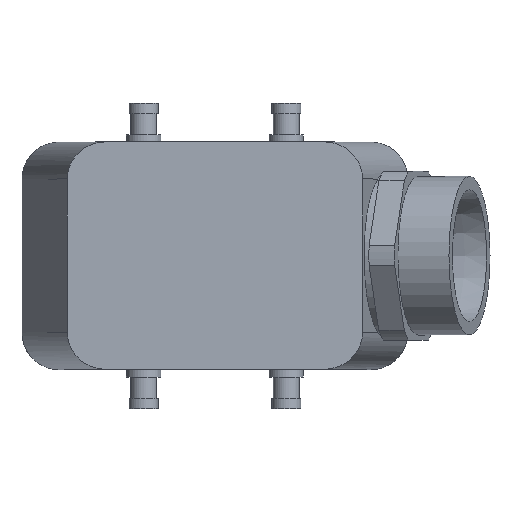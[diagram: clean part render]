
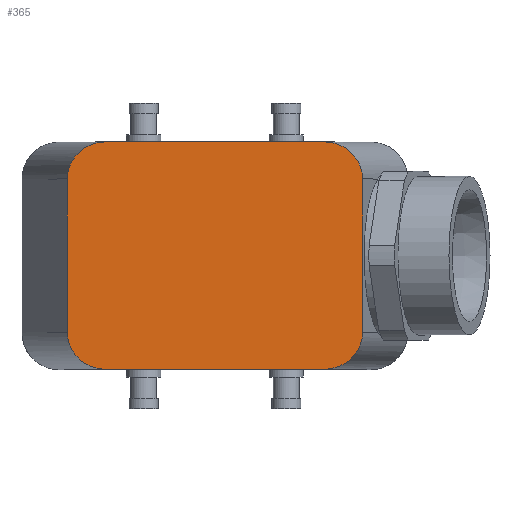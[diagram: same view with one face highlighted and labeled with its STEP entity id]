
A CAD part, top view. The second image highlights one B-rep face of the part: STEP entity #365.
In plain terms, the highlighted planar face has unit normal (0, 0, 1).
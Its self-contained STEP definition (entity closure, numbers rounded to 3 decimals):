
#365 = ADVANCED_FACE( '', ( #857 ), #858, .T. );
#857 = FACE_OUTER_BOUND( '', #1482, .T. );
#858 = PLANE( '', #1483 );
#1482 = EDGE_LOOP( '', ( #2600, #2601, #2602, #2603, #2604, #2605, #2606, #2607 ) );
#1483 = AXIS2_PLACEMENT_3D( '', #2608, #2609, #2610 );
#2600 = ORIENTED_EDGE( '', *, *, #3659, .F. );
#2601 = ORIENTED_EDGE( '', *, *, #3927, .F. );
#2602 = ORIENTED_EDGE( '', *, *, #3874, .T. );
#2603 = ORIENTED_EDGE( '', *, *, #3724, .F. );
#2604 = ORIENTED_EDGE( '', *, *, #3916, .F. );
#2605 = ORIENTED_EDGE( '', *, *, #3884, .T. );
#2606 = ORIENTED_EDGE( '', *, *, #3928, .T. );
#2607 = ORIENTED_EDGE( '', *, *, #3752, .T. );
#2608 = CARTESIAN_POINT( '', ( -27.925, 0., 52. ) );
#2609 = DIRECTION( '', ( 0., 0., 1. ) );
#2610 = DIRECTION( '', ( 1., 0., 0. ) );
#3659 = EDGE_CURVE( '', #4371, #4373, #4374, .T. );
#3724 = EDGE_CURVE( '', #4474, #4477, #4478, .T. );
#3752 = EDGE_CURVE( '', #4525, #4373, #4527, .T. );
#3874 = EDGE_CURVE( '', #4714, #4477, #4715, .T. );
#3884 = EDGE_CURVE( '', #4726, #4724, #4727, .T. );
#3916 = EDGE_CURVE( '', #4726, #4474, #4770, .T. );
#3927 = EDGE_CURVE( '', #4714, #4371, #4785, .T. );
#3928 = EDGE_CURVE( '', #4724, #4525, #4786, .T. );
#4371 = VERTEX_POINT( '', #5473 );
#4373 = VERTEX_POINT( '', #5476 );
#4374 = ELLIPSE( '', #5477, 7.247, 7. );
#4474 = VERTEX_POINT( '', #5650 );
#4477 = VERTEX_POINT( '', #5654 );
#4478 = LINE( '', #5655, #5656 );
#4525 = VERTEX_POINT( '', #5718 );
#4527 = LINE( '', #5721, #5722 );
#4714 = VERTEX_POINT( '', #5986 );
#4715 = ELLIPSE( '', #5987, 7.247, 7. );
#4724 = VERTEX_POINT( '', #6000 );
#4726 = VERTEX_POINT( '', #6003 );
#4727 = LINE( '', #6004, #6005 );
#4770 = ELLIPSE( '', #6064, 7.247, 7. );
#4785 = LINE( '', #6087, #6088 );
#4786 = ELLIPSE( '', #6089, 7.247, 7. );
#5473 = CARTESIAN_POINT( '', ( 27.925, -14.5, 52. ) );
#5476 = CARTESIAN_POINT( '', ( 20.678, -21.5, 52. ) );
#5477 = AXIS2_PLACEMENT_3D( '', #6666, #6667, #6668 );
#5650 = CARTESIAN_POINT( '', ( -20.678, 21.5, 52. ) );
#5654 = CARTESIAN_POINT( '', ( 20.678, 21.5, 52. ) );
#5655 = CARTESIAN_POINT( '', ( -27.925, 21.5, 52. ) );
#5656 = VECTOR( '', #6727, 1000. );
#5718 = CARTESIAN_POINT( '', ( -20.678, -21.5, 52. ) );
#5721 = CARTESIAN_POINT( '', ( -27.925, -21.5, 52. ) );
#5722 = VECTOR( '', #6765, 1000. );
#5986 = CARTESIAN_POINT( '', ( 27.925, 14.5, 52. ) );
#5987 = AXIS2_PLACEMENT_3D( '', #6918, #6919, #6920 );
#6000 = CARTESIAN_POINT( '', ( -27.925, -14.5, 52. ) );
#6003 = CARTESIAN_POINT( '', ( -27.925, 14.5, 52. ) );
#6004 = CARTESIAN_POINT( '', ( -27.925, 0., 52. ) );
#6005 = VECTOR( '', #6926, 1000. );
#6064 = AXIS2_PLACEMENT_3D( '', #6961, #6962, #6963 );
#6087 = CARTESIAN_POINT( '', ( 27.925, 0., 52. ) );
#6088 = VECTOR( '', #6972, 1000. );
#6089 = AXIS2_PLACEMENT_3D( '', #6973, #6974, #6975 );
#6666 = CARTESIAN_POINT( '', ( 20.678, -14.5, 52. ) );
#6667 = DIRECTION( '', ( 0., 0., -1. ) );
#6668 = DIRECTION( '', ( 1., 0., 0. ) );
#6727 = DIRECTION( '', ( 1., 0., 0. ) );
#6765 = DIRECTION( '', ( 1., 0., 0. ) );
#6918 = CARTESIAN_POINT( '', ( 20.678, 14.5, 52. ) );
#6919 = DIRECTION( '', ( 0., 0., 1. ) );
#6920 = DIRECTION( '', ( 1., 0., 0. ) );
#6926 = DIRECTION( '', ( 0., -1., 0. ) );
#6961 = CARTESIAN_POINT( '', ( -20.678, 14.5, 52. ) );
#6962 = DIRECTION( '', ( 0., 0., -1. ) );
#6963 = DIRECTION( '', ( -1., 0., 0. ) );
#6972 = DIRECTION( '', ( 0., -1., 0. ) );
#6973 = CARTESIAN_POINT( '', ( -20.678, -14.5, 52. ) );
#6974 = DIRECTION( '', ( 0., 0., 1. ) );
#6975 = DIRECTION( '', ( -1., 0., 0. ) );
